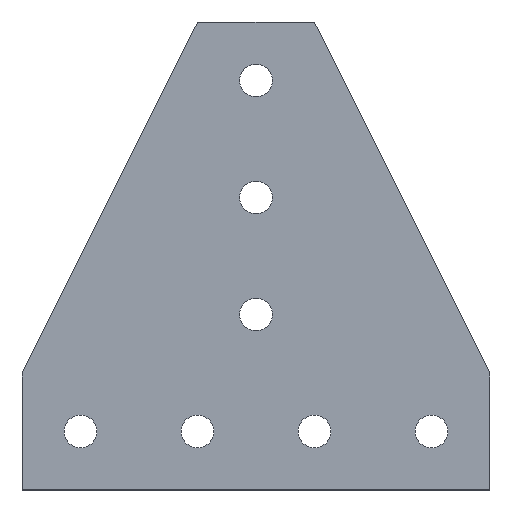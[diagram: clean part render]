
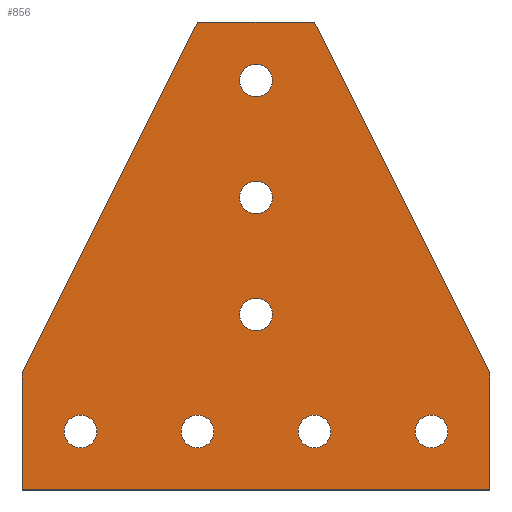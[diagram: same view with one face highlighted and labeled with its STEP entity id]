
A CAD part, top view. The second image highlights one B-rep face of the part: STEP entity #856.
In plain terms, the highlighted planar face has unit normal (0, 0, 1).
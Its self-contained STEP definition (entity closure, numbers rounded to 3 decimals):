
#132=CARTESIAN_POINT('',(0.14,0.0,0.188));
#133=VERTEX_POINT('',#132);
#149=CARTESIAN_POINT('',(-0.14,0.,0.188));
#150=VERTEX_POINT('',#149);
#157=CARTESIAN_POINT('',(0.0,0.0,0.188));
#158=DIRECTION('',(0.0,0.0,-1.0));
#159=DIRECTION('',(1.0,0.0,0.0));
#160=AXIS2_PLACEMENT_3D('',#157,#158,#159);
#161=CIRCLE('',#160,0.14);
#162=EDGE_CURVE('',#133,#150,#161,.T.);
#174=CARTESIAN_POINT('',(1.14,0.0,0.188));
#175=VERTEX_POINT('',#174);
#191=CARTESIAN_POINT('',(0.86,0.,0.188));
#192=VERTEX_POINT('',#191);
#199=CARTESIAN_POINT('',(1.0,0.0,0.188));
#200=DIRECTION('',(0.0,0.0,-1.0));
#201=DIRECTION('',(1.0,0.0,0.0));
#202=AXIS2_PLACEMENT_3D('',#199,#200,#201);
#203=CIRCLE('',#202,0.14);
#204=EDGE_CURVE('',#175,#192,#203,.T.);
#216=CARTESIAN_POINT('',(1.64,1.0,0.188));
#217=VERTEX_POINT('',#216);
#233=CARTESIAN_POINT('',(1.36,1.0,0.188));
#234=VERTEX_POINT('',#233);
#241=CARTESIAN_POINT('',(1.5,1.0,0.188));
#242=DIRECTION('',(0.0,0.0,-1.0));
#243=DIRECTION('',(1.0,0.0,0.0));
#244=AXIS2_PLACEMENT_3D('',#241,#242,#243);
#245=CIRCLE('',#244,0.14);
#246=EDGE_CURVE('',#217,#234,#245,.T.);
#258=CARTESIAN_POINT('',(1.64,2.0,0.188));
#259=VERTEX_POINT('',#258);
#275=CARTESIAN_POINT('',(1.36,2.0,0.188));
#276=VERTEX_POINT('',#275);
#283=CARTESIAN_POINT('',(1.5,2.0,0.188));
#284=DIRECTION('',(0.0,0.0,-1.0));
#285=DIRECTION('',(1.0,0.0,0.0));
#286=AXIS2_PLACEMENT_3D('',#283,#284,#285);
#287=CIRCLE('',#286,0.14);
#288=EDGE_CURVE('',#259,#276,#287,.T.);
#300=CARTESIAN_POINT('',(1.64,3.0,0.188));
#301=VERTEX_POINT('',#300);
#317=CARTESIAN_POINT('',(1.36,3.0,0.188));
#318=VERTEX_POINT('',#317);
#325=CARTESIAN_POINT('',(1.5,3.0,0.188));
#326=DIRECTION('',(0.0,0.0,-1.0));
#327=DIRECTION('',(1.0,0.0,0.0));
#328=AXIS2_PLACEMENT_3D('',#325,#326,#327);
#329=CIRCLE('',#328,0.14);
#330=EDGE_CURVE('',#301,#318,#329,.T.);
#342=CARTESIAN_POINT('',(2.14,0.0,0.188));
#343=VERTEX_POINT('',#342);
#359=CARTESIAN_POINT('',(1.86,0.,0.188));
#360=VERTEX_POINT('',#359);
#367=CARTESIAN_POINT('',(2.0,0.0,0.188));
#368=DIRECTION('',(0.0,0.0,-1.0));
#369=DIRECTION('',(1.0,0.0,0.0));
#370=AXIS2_PLACEMENT_3D('',#367,#368,#369);
#371=CIRCLE('',#370,0.14);
#372=EDGE_CURVE('',#343,#360,#371,.T.);
#384=CARTESIAN_POINT('',(3.14,0.0,0.188));
#385=VERTEX_POINT('',#384);
#401=CARTESIAN_POINT('',(2.86,0.,0.188));
#402=VERTEX_POINT('',#401);
#409=CARTESIAN_POINT('',(3.0,0.0,0.188));
#410=DIRECTION('',(0.0,0.0,-1.0));
#411=DIRECTION('',(1.0,0.0,0.0));
#412=AXIS2_PLACEMENT_3D('',#409,#410,#411);
#413=CIRCLE('',#412,0.14);
#414=EDGE_CURVE('',#385,#402,#413,.T.);
#425=CARTESIAN_POINT('',(3.0,0.0,0.188));
#426=DIRECTION('',(0.0,0.0,-1.0));
#427=DIRECTION('',(1.0,0.0,0.0));
#428=AXIS2_PLACEMENT_3D('',#425,#426,#427);
#429=CIRCLE('',#428,0.14);
#430=EDGE_CURVE('',#402,#385,#429,.T.);
#449=CARTESIAN_POINT('',(2.0,0.0,0.188));
#450=DIRECTION('',(0.0,0.0,-1.0));
#451=DIRECTION('',(1.0,0.0,0.0));
#452=AXIS2_PLACEMENT_3D('',#449,#450,#451);
#453=CIRCLE('',#452,0.14);
#454=EDGE_CURVE('',#360,#343,#453,.T.);
#473=CARTESIAN_POINT('',(1.5,3.0,0.188));
#474=DIRECTION('',(0.0,0.0,-1.0));
#475=DIRECTION('',(1.0,0.0,0.0));
#476=AXIS2_PLACEMENT_3D('',#473,#474,#475);
#477=CIRCLE('',#476,0.14);
#478=EDGE_CURVE('',#318,#301,#477,.T.);
#497=CARTESIAN_POINT('',(1.5,2.0,0.188));
#498=DIRECTION('',(0.0,0.0,-1.0));
#499=DIRECTION('',(1.0,0.0,0.0));
#500=AXIS2_PLACEMENT_3D('',#497,#498,#499);
#501=CIRCLE('',#500,0.14);
#502=EDGE_CURVE('',#276,#259,#501,.T.);
#521=CARTESIAN_POINT('',(1.5,1.0,0.188));
#522=DIRECTION('',(0.0,0.0,-1.0));
#523=DIRECTION('',(1.0,0.0,0.0));
#524=AXIS2_PLACEMENT_3D('',#521,#522,#523);
#525=CIRCLE('',#524,0.14);
#526=EDGE_CURVE('',#234,#217,#525,.T.);
#545=CARTESIAN_POINT('',(1.0,0.0,0.188));
#546=DIRECTION('',(0.0,0.0,-1.0));
#547=DIRECTION('',(1.0,0.0,0.0));
#548=AXIS2_PLACEMENT_3D('',#545,#546,#547);
#549=CIRCLE('',#548,0.14);
#550=EDGE_CURVE('',#192,#175,#549,.T.);
#569=CARTESIAN_POINT('',(0.0,0.0,0.188));
#570=DIRECTION('',(0.0,0.0,-1.0));
#571=DIRECTION('',(1.0,0.0,0.0));
#572=AXIS2_PLACEMENT_3D('',#569,#570,#571);
#573=CIRCLE('',#572,0.14);
#574=EDGE_CURVE('',#150,#133,#573,.T.);
#592=CARTESIAN_POINT('',(-0.5,-0.5,0.188));
#593=VERTEX_POINT('',#592);
#594=CARTESIAN_POINT('',(-0.5,0.5,0.188));
#595=VERTEX_POINT('',#594);
#596=CARTESIAN_POINT('',(-0.5,-0.5,0.188));
#597=DIRECTION('',(0.0,1.0,0.0));
#598=VECTOR('',#597,1.0);
#599=LINE('',#596,#598);
#600=EDGE_CURVE('',#593,#595,#599,.T.);
#632=CARTESIAN_POINT('',(1.0,3.5,0.188));
#633=VERTEX_POINT('',#632);
#634=CARTESIAN_POINT('',(-0.5,0.5,0.188));
#635=DIRECTION('',(0.447,0.894,0.0));
#636=VECTOR('',#635,3.354);
#637=LINE('',#634,#636);
#638=EDGE_CURVE('',#595,#633,#637,.T.);
#663=CARTESIAN_POINT('',(2.0,3.5,0.188));
#664=VERTEX_POINT('',#663);
#665=CARTESIAN_POINT('',(1.0,3.5,0.188));
#666=DIRECTION('',(1.0,0.0,0.0));
#667=VECTOR('',#666,1.0);
#668=LINE('',#665,#667);
#669=EDGE_CURVE('',#633,#664,#668,.T.);
#694=CARTESIAN_POINT('',(3.5,0.5,0.188));
#695=VERTEX_POINT('',#694);
#696=CARTESIAN_POINT('',(2.0,3.5,0.188));
#697=DIRECTION('',(0.447,-0.894,0.0));
#698=VECTOR('',#697,3.354);
#699=LINE('',#696,#698);
#700=EDGE_CURVE('',#664,#695,#699,.T.);
#725=CARTESIAN_POINT('',(3.5,-0.5,0.188));
#726=VERTEX_POINT('',#725);
#727=CARTESIAN_POINT('',(3.5,0.5,0.188));
#728=DIRECTION('',(0.0,-1.0,0.0));
#729=VECTOR('',#728,1.0);
#730=LINE('',#727,#729);
#731=EDGE_CURVE('',#695,#726,#730,.T.);
#756=CARTESIAN_POINT('',(3.5,-0.5,0.188));
#757=DIRECTION('',(-1.0,0.0,0.0));
#758=VECTOR('',#757,4.0);
#759=LINE('',#756,#758);
#760=EDGE_CURVE('',#726,#593,#759,.T.);
#815=CARTESIAN_POINT('',(-0.5,-0.5,0.188));
#816=DIRECTION('',(0.0,0.0,-1.0));
#817=DIRECTION('',(-1.0,0.0,0.0));
#818=AXIS2_PLACEMENT_3D('',#815,#816,#817);
#819=PLANE('',#818);
#820=ORIENTED_EDGE('',*,*,#600,.F.);
#821=ORIENTED_EDGE('',*,*,#760,.F.);
#822=ORIENTED_EDGE('',*,*,#731,.F.);
#823=ORIENTED_EDGE('',*,*,#700,.F.);
#824=ORIENTED_EDGE('',*,*,#669,.F.);
#825=ORIENTED_EDGE('',*,*,#638,.F.);
#826=EDGE_LOOP('',(#820,#821,#822,#823,#824,#825));
#827=FACE_OUTER_BOUND('',#826,.T.);
#828=ORIENTED_EDGE('',*,*,#414,.T.);
#829=ORIENTED_EDGE('',*,*,#430,.T.);
#830=EDGE_LOOP('',(#828,#829));
#831=FACE_BOUND('',#830,.T.);
#832=ORIENTED_EDGE('',*,*,#372,.T.);
#833=ORIENTED_EDGE('',*,*,#454,.T.);
#834=EDGE_LOOP('',(#832,#833));
#835=FACE_BOUND('',#834,.T.);
#836=ORIENTED_EDGE('',*,*,#330,.T.);
#837=ORIENTED_EDGE('',*,*,#478,.T.);
#838=EDGE_LOOP('',(#836,#837));
#839=FACE_BOUND('',#838,.T.);
#840=ORIENTED_EDGE('',*,*,#288,.T.);
#841=ORIENTED_EDGE('',*,*,#502,.T.);
#842=EDGE_LOOP('',(#840,#841));
#843=FACE_BOUND('',#842,.T.);
#844=ORIENTED_EDGE('',*,*,#246,.T.);
#845=ORIENTED_EDGE('',*,*,#526,.T.);
#846=EDGE_LOOP('',(#844,#845));
#847=FACE_BOUND('',#846,.T.);
#848=ORIENTED_EDGE('',*,*,#204,.T.);
#849=ORIENTED_EDGE('',*,*,#550,.T.);
#850=EDGE_LOOP('',(#848,#849));
#851=FACE_BOUND('',#850,.T.);
#852=ORIENTED_EDGE('',*,*,#162,.T.);
#853=ORIENTED_EDGE('',*,*,#574,.T.);
#854=EDGE_LOOP('',(#852,#853));
#855=FACE_BOUND('',#854,.T.);
#856=ADVANCED_FACE('',(#827,#831,#835,#839,#843,#847,#851,#855),#819,.F.);
